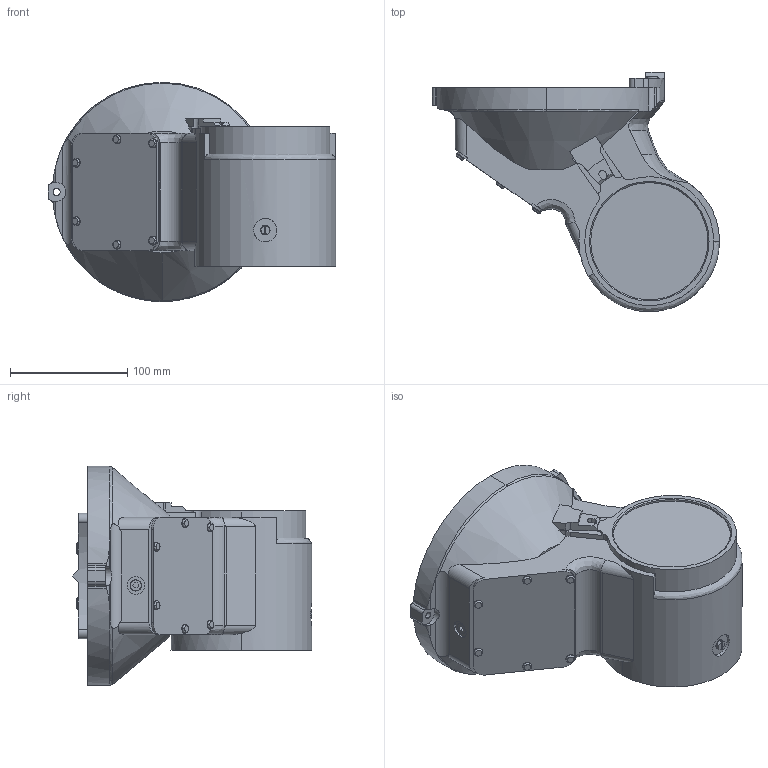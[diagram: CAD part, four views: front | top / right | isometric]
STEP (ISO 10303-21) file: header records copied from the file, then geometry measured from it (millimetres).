
FILE_DESCRIPTION (( 'STEP AP203' ), '1' );
FILE_NAME ('S5_ARM1_Default_sldprt.STEP', '2022-08-05T07:27:40', ( '' ), ( '' ), 'SwSTEP 2.0', 'SolidWorks 2021', '' );
FILE_SCHEMA (( 'CONFIG_CONTROL_DESIGN' ));
Length unit declared in the file: millimetre
Products named in the file (1): S5_ARM1_Default_sldprt
Bounding box: 245 x 204.35 x 186.98 mm (x, y, z)
Volume: 3091029.7 mm3; surface area: 156534.8 mm2
Topology: 1 solids, 1 shells, 259 faces, 679 edges, 442 vertices
Faces by surface type: plane 118, cylinder 102, bspline 22, cone 17
Entity records: 9371 total; most frequent: CARTESIAN_POINT 2945, ORIENTED_EDGE 1358, DIRECTION 1318, EDGE_CURVE 679, AXIS2_PLACEMENT_3D 499, VERTEX_POINT 442, VECTOR 320, LINE 320
